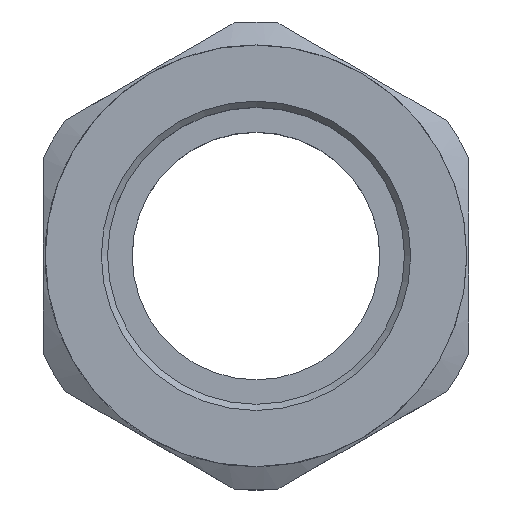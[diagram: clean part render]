
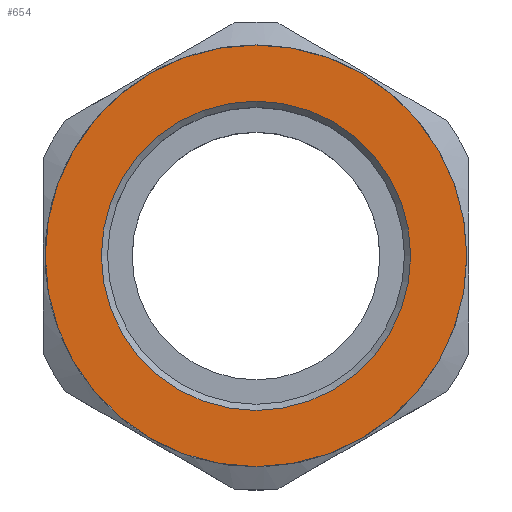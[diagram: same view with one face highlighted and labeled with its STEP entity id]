
A CAD part, top view. The second image highlights one B-rep face of the part: STEP entity #654.
In plain terms, the highlighted planar face has unit normal (0, 0, 1).
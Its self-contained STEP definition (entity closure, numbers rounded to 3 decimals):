
#13 = EDGE_LOOP ( 'NONE', ( #730 ) ) ;
#70 = CARTESIAN_POINT ( 'NONE',  ( 27.25, 0., 0. ) ) ;
#98 = CIRCLE ( 'NONE', #401, 27.25 ) ;
#110 = EDGE_LOOP ( 'NONE', ( #517 ) ) ;
#175 = FACE_BOUND ( 'NONE', #110, .T. ) ;
#200 = DIRECTION ( 'NONE',  ( 0., 0., -1. ) ) ;
#227 = CARTESIAN_POINT ( 'NONE',  ( 19.99, 0., 0. ) ) ;
#260 = CARTESIAN_POINT ( 'NONE',  ( 0., 0., 0. ) ) ;
#343 = AXIS2_PLACEMENT_3D ( 'NONE', #896, #957, #805 ) ;
#396 = DIRECTION ( 'NONE',  ( 1., 0., 0. ) ) ;
#399 = FACE_OUTER_BOUND ( 'NONE', #13, .T. ) ;
#401 = AXIS2_PLACEMENT_3D ( 'NONE', #260, #897, #396 ) ;
#447 = CIRCLE ( 'NONE', #893, 19.99 ) ;
#517 = ORIENTED_EDGE ( 'NONE', *, *, #834, .T. ) ;
#599 = VERTEX_POINT ( 'NONE', #70 ) ;
#647 = CARTESIAN_POINT ( 'NONE',  ( 0., 0., 0. ) ) ;
#654 = ADVANCED_FACE ( 'NONE', ( #175, #399 ), #912, .T. ) ;
#682 = EDGE_CURVE ( 'NONE', #599, #599, #98, .T. ) ;
#724 = DIRECTION ( 'NONE',  ( 1., 0., 0. ) ) ;
#730 = ORIENTED_EDGE ( 'NONE', *, *, #682, .T. ) ;
#763 = VERTEX_POINT ( 'NONE', #227 ) ;
#805 = DIRECTION ( 'NONE',  ( 1., 0., 0. ) ) ;
#834 = EDGE_CURVE ( 'NONE', #763, #763, #447, .T. ) ;
#893 = AXIS2_PLACEMENT_3D ( 'NONE', #647, #200, #724 ) ;
#896 = CARTESIAN_POINT ( 'NONE',  ( 0., 0., 0. ) ) ;
#897 = DIRECTION ( 'NONE',  ( 0., 0., 1. ) ) ;
#912 = PLANE ( 'NONE',  #343 ) ;
#957 = DIRECTION ( 'NONE',  ( 0., 0., 1. ) ) ;
